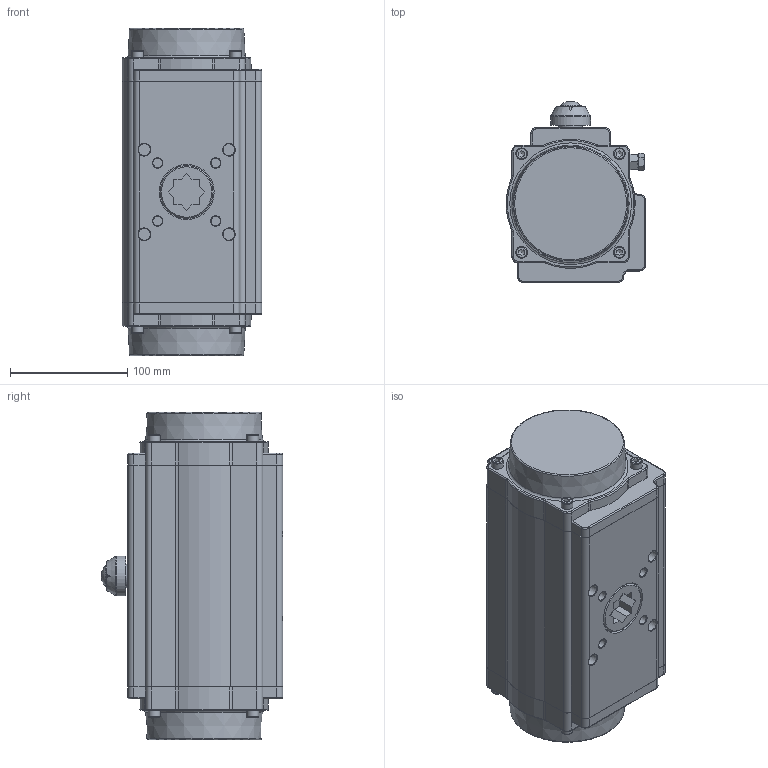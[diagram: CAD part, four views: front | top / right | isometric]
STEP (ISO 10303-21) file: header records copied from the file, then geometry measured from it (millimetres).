
FILE_DESCRIPTION(/* description */ (''),/* implementation_level */ '2;1');
FILE_NAME(/* name */ 'DA-105_3D_STEP.stp',/* time_stamp */ '2024-12-24T00:09:21+03:00',/* author */ ('igorr'),/* organization */ (''),/* preprocessor_version */ 'ST-DEVELOPER v20',/* originating_system */ 'Autodesk Inventor 2025',/* authorisation */ '');
FILE_SCHEMA (('AUTOMOTIVE_DESIGN { 1 0 10303 214 3 1 1 }'));
Length unit declared in the file: millimetre
Products named in the file (6): Сборка; Деталь1; JIS B 1111 - M8x10; AS 1420 - 1973 - M6 x 10; ANSI B18.2.4.2M - M8x1,25; AS 1110 - M8 x 12
Assembly tree (14 placements, depth 2):
  Сборка
    Деталь1
    JIS B 1111 - M8x10
    AS 1420 - 1973 - M6 x 10  x8
    ANSI B18.2.4.2M - M8x1,25  x2
    AS 1110 - M8 x 12  x2
Bounding box: 118.86 x 154.63 x 279 mm (x, y, z)
Volume: 3417708.9 mm3; surface area: 237354.4 mm2
Topology: 15 solids, 15 shells, 649 faces, 1588 edges, 1013 vertices
Faces by surface type: plane 311, cylinder 163, cone 77, torus 70, bspline 27, sphere 1
Full cylindrical faces by diameter (mm): 1 x2, 5 x8, 6 x8, 6.647 x2, 6.75 x1, 7 x12, 8 x9, 10 x12, 11.89 x2, 13 x2, 17.8 x1, 20 x1, 34 x1, 45 x1, 47 x1, 47.271 x1
Entity records: 16436 total; most frequent: CARTESIAN_POINT 3923, DIRECTION 2511, ORIENTED_EDGE 2462, EDGE_CURVE 1231, AXIS2_PLACEMENT_3D 956, VERTEX_POINT 786, LINE 599, VECTOR 599
